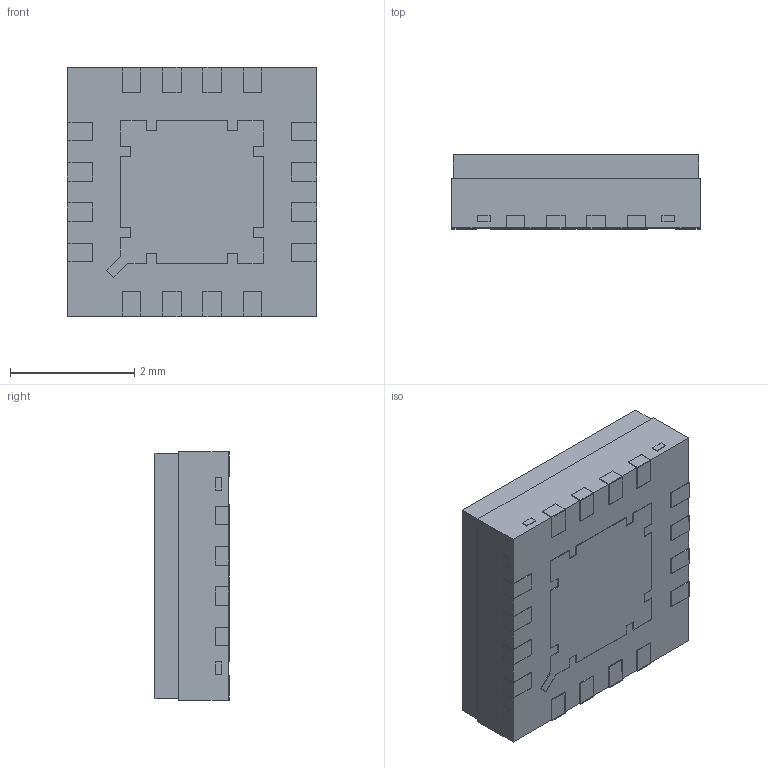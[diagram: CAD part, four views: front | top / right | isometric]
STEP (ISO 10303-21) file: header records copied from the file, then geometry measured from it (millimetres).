
FILE_DESCRIPTION (( 'STEP AP214' ), '1' );
FILE_NAME ('27352640 - Part (Rev A2).STEP', '2026-02-10T15:41:21', ( '' ), ( '' ), 'SwSTEP 2.0', 'SolidWorks 2025', '' );
FILE_SCHEMA (( 'AUTOMOTIVE_DESIGN' ));
Length unit declared in the file: inch
Products named in the file (1): 27352640 - Part (Rev A2)
Bounding box: 4.03 x 1.19 x 4.03 mm (x, y, z)
Volume: 12.4 mm3; surface area: 138 mm2
Topology: 60 solids, 60 shells, 1299 faces, 3401 edges, 2224 vertices
Faces by surface type: plane 1117, bspline 144, cylinder 31, torus 4, cone 3
Entity records: 59696 total; most frequent: CARTESIAN_POINT 14925, ORIENTED_EDGE 6802, DIRECTION 5478, EDGE_CURVE 3401, LINE 3020, VECTOR 3020, VERTEX_POINT 2224, EDGE_LOOP 1351
